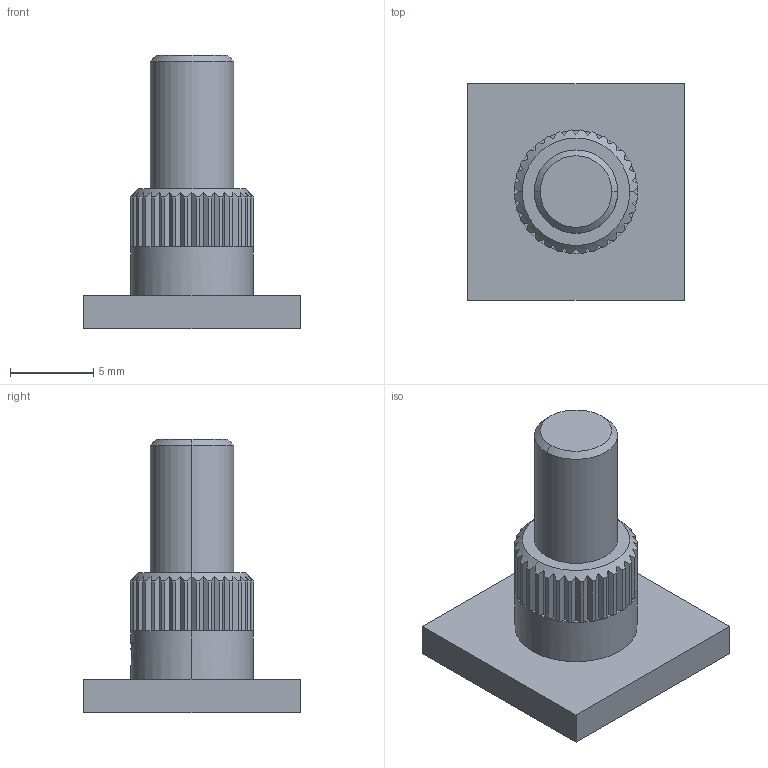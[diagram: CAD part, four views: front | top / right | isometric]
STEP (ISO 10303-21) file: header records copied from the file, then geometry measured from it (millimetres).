
FILE_DESCRIPTION (( 'STEP AP203' ), '1' );
FILE_NAME ('LF991205-B01.STEP', '2021-09-10T10:10:28', ( '' ), ( '' ), 'SwSTEP 2.0', 'SolidWorks 2018', '' );
FILE_SCHEMA (( 'CONFIG_CONTROL_DESIGN' ));
Length unit declared in the file: millimetre
Products named in the file (1): LF991205-B01
Bounding box: 13 x 13 x 16.4 mm (x, y, z)
Volume: 760.5 mm3; surface area: 729 mm2
Topology: 1 solids, 1 shells, 203 faces, 523 edges, 326 vertices
Faces by surface type: plane 147, cylinder 38, bspline 14, cone 4
Entity records: 6337 total; most frequent: CARTESIAN_POINT 1474, ORIENTED_EDGE 1046, DIRECTION 948, EDGE_CURVE 523, AXIS2_PLACEMENT_3D 352, VERTEX_POINT 326, VECTOR 244, LINE 244
